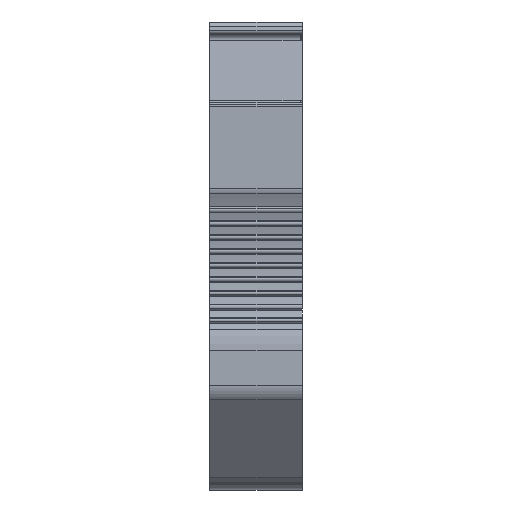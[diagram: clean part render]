
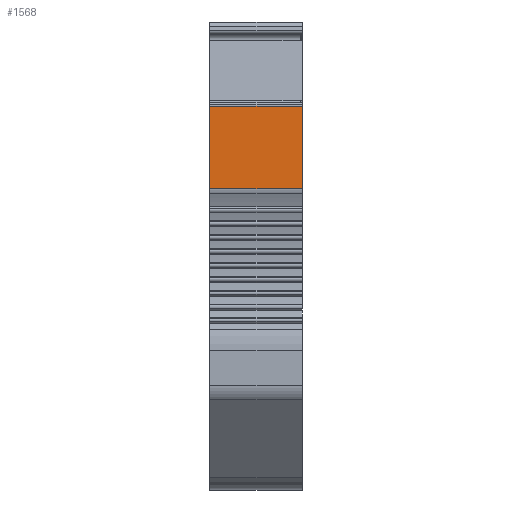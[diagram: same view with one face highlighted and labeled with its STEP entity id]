
A CAD part, front view. The second image highlights one B-rep face of the part: STEP entity #1568.
In plain terms, the highlighted planar face has unit normal (0, -1, 0).
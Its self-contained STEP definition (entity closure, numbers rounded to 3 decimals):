
#342 = VERTEX_POINT ( 'NONE', #29370 ) ;
#1568 = ADVANCED_FACE ( 'NONE', ( #3985 ), #10998, .F. ) ;
#3734 = DIRECTION ( 'NONE',  ( 0., 0., -1. ) ) ;
#3985 = FACE_OUTER_BOUND ( 'NONE', #24113, .T. ) ;
#6118 = DIRECTION ( 'NONE',  ( 1., 0., 0. ) ) ;
#6481 = LINE ( 'NONE', #18372, #28029 ) ;
#6752 = DIRECTION ( 'NONE',  ( 1., 0., 0. ) ) ;
#8270 = EDGE_CURVE ( 'NONE', #8785, #342, #6481, .T. ) ;
#8424 = CARTESIAN_POINT ( 'NONE',  ( -0.952, -59.777, 36.936 ) ) ;
#8785 = VERTEX_POINT ( 'NONE', #16650 ) ;
#10872 = ORIENTED_EDGE ( 'NONE', *, *, #24467, .T. ) ;
#10998 = PLANE ( 'NONE',  #25191 ) ;
#11301 = EDGE_CURVE ( 'NONE', #25285, #12588, #22636, .T. ) ;
#12588 = VERTEX_POINT ( 'NONE', #13312 ) ;
#13312 = CARTESIAN_POINT ( 'NONE',  ( -0.952, -59.777, 29.664 ) ) ;
#13429 = DIRECTION ( 'NONE',  ( 0., 1., 0. ) ) ;
#15092 = VECTOR ( 'NONE', #6752, 1000. ) ;
#15472 = CARTESIAN_POINT ( 'NONE',  ( -9.152, -59.777, 36.936 ) ) ;
#15488 = VECTOR ( 'NONE', #3734, 1000. ) ;
#15570 = CARTESIAN_POINT ( 'NONE',  ( -9.152, -59.777, 36.936 ) ) ;
#16054 = CARTESIAN_POINT ( 'NONE',  ( -9.152, -59.777, 29.664 ) ) ;
#16650 = CARTESIAN_POINT ( 'NONE',  ( -9.152, -59.777, 36.936 ) ) ;
#17904 = LINE ( 'NONE', #15472, #15488 ) ;
#18372 = CARTESIAN_POINT ( 'NONE',  ( -9.152, -59.777, 36.936 ) ) ;
#20633 = VECTOR ( 'NONE', #24760, 1000. ) ;
#20870 = ORIENTED_EDGE ( 'NONE', *, *, #8270, .F. ) ;
#21475 = ORIENTED_EDGE ( 'NONE', *, *, #25977, .F. ) ;
#22636 = LINE ( 'NONE', #16054, #15092 ) ;
#22971 = DIRECTION ( 'NONE',  ( 1., 0., 0. ) ) ;
#24113 = EDGE_LOOP ( 'NONE', ( #25267, #21475, #20870, #10872 ) ) ;
#24467 = EDGE_CURVE ( 'NONE', #8785, #25285, #17904, .T. ) ;
#24760 = DIRECTION ( 'NONE',  ( 0., 0., -1. ) ) ;
#25191 = AXIS2_PLACEMENT_3D ( 'NONE', #15570, #13429, #6118 ) ;
#25267 = ORIENTED_EDGE ( 'NONE', *, *, #11301, .T. ) ;
#25285 = VERTEX_POINT ( 'NONE', #28863 ) ;
#25977 = EDGE_CURVE ( 'NONE', #342, #12588, #26911, .T. ) ;
#26911 = LINE ( 'NONE', #8424, #20633 ) ;
#28029 = VECTOR ( 'NONE', #22971, 1000. ) ;
#28863 = CARTESIAN_POINT ( 'NONE',  ( -9.152, -59.777, 29.664 ) ) ;
#29370 = CARTESIAN_POINT ( 'NONE',  ( -0.952, -59.777, 36.936 ) ) ;
